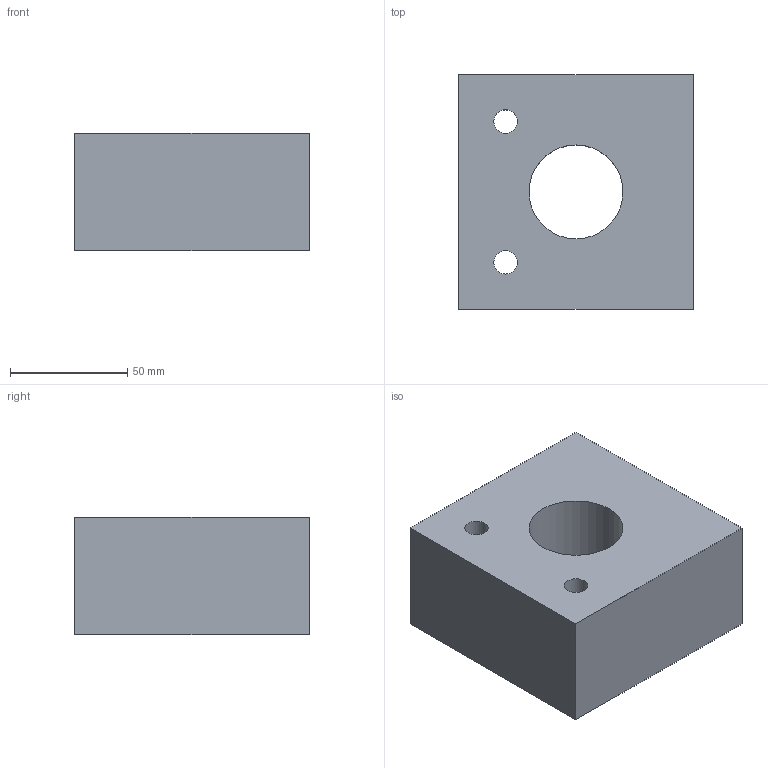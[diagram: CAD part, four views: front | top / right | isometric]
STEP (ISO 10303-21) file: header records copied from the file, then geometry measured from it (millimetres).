
FILE_DESCRIPTION(/* description */ ('HOOPS Exchange Step'),/* implementation_level */ '2;1');
FILE_NAME(/* name */ 'Part01_ap242.stp',/* time_stamp */ '2018-10-02T19:23:50-03:00',/* author */ ('Sebastian'),/* organization */ ('None'),/* preprocessor_version */ 'HOOPS Exchange 2017.2',/* originating_system */ 'SOLIDWORKS MBD',/* authorization */ 'None');
FILE_SCHEMA(('AP242_MANAGED_MODEL_BASED_3D_ENGINEERING_MIM_LF'));
Products named in the file (1): Valor predeterminado
Bounding box: 100 x 100 x 50 mm (x, y, z)
Volume: 429314.2 mm3; surface area: 46597.3 mm2
Topology: 1 solids, 1 shells, 9 faces, 27 edges, 20 vertices
Faces by surface type: plane 6, cylinder 3
Full cylindrical faces by diameter (mm): 10 x2, 40 x1
Entity records: 376 total; most frequent: DIRECTION 65, CARTESIAN_POINT 61, ORIENTED_EDGE 54, EDGE_CURVE 27, AXIS2_PLACEMENT_3D 25, VERTEX_POINT 20, VECTOR 15, LINE 15
